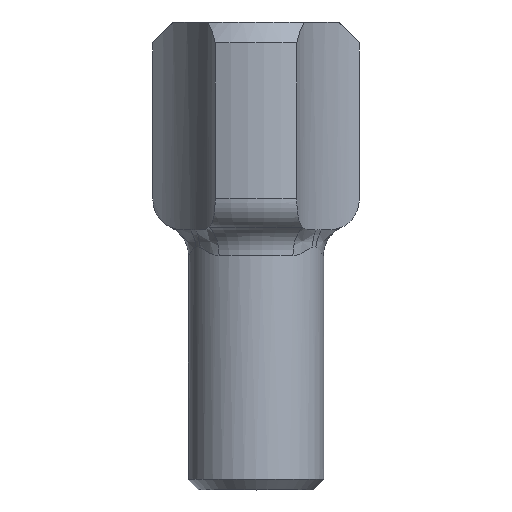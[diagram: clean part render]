
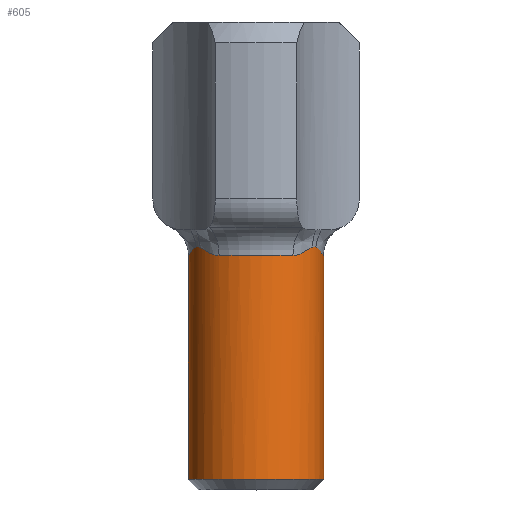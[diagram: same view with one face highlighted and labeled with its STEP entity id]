
A CAD part, top view. The second image highlights one B-rep face of the part: STEP entity #605.
In plain terms, the highlighted cylindrical face has radius 6.5 mm (diameter 13 mm), a full revolution.
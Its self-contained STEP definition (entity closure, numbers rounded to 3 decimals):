
#44=B_SPLINE_CURVE_WITH_KNOTS('',3,(#917,#918,#919,#920),.UNSPECIFIED.,
 .F.,.F.,(4,4),(-4.415,-4.321),.UNSPECIFIED.);
#45=B_SPLINE_CURVE_WITH_KNOTS('',3,(#922,#923,#924,#925,#926),
 .UNSPECIFIED.,.F.,.F.,(4,1,4),(-0.407,-0.232,0.),
 .UNSPECIFIED.);
#46=B_SPLINE_CURVE_WITH_KNOTS('',3,(#930,#931,#932,#933,#934),
 .UNSPECIFIED.,.F.,.F.,(4,1,4),(-1.207,-0.975,-0.801),
 .UNSPECIFIED.);
#47=B_SPLINE_CURVE_WITH_KNOTS('',3,(#936,#937,#938,#939),.UNSPECIFIED.,
 .F.,.F.,(4,4),(-4.462,-4.369),.UNSPECIFIED.);
#48=B_SPLINE_CURVE_WITH_KNOTS('',3,(#941,#942,#943,#944,#945),
 .UNSPECIFIED.,.F.,.F.,(4,1,4),(-0.406,-0.232,0.),
 .UNSPECIFIED.);
#49=B_SPLINE_CURVE_WITH_KNOTS('',3,(#949,#950,#951,#952,#953),
 .UNSPECIFIED.,.F.,.F.,(4,1,4),(-1.208,-1.033,-0.801),
 .UNSPECIFIED.);
#50=B_SPLINE_CURVE_WITH_KNOTS('',3,(#955,#956,#957,#958),.UNSPECIFIED.,
 .F.,.F.,(4,4),(-4.368,-4.275),.UNSPECIFIED.);
#51=B_SPLINE_CURVE_WITH_KNOTS('',3,(#960,#961,#962,#963,#964),
 .UNSPECIFIED.,.F.,.F.,(4,1,4),(-0.406,-0.232,0.),
 .UNSPECIFIED.);
#52=B_SPLINE_CURVE_WITH_KNOTS('',3,(#970,#971,#972,#973,#974),
 .UNSPECIFIED.,.F.,.F.,(4,1,4),(-1.207,-1.033,-0.801),
 .UNSPECIFIED.);
#71=CYLINDRICAL_SURFACE('',#668,6.5);
#79=FACE_OUTER_BOUND('',#116,.T.);
#116=EDGE_LOOP('',(#413,#414,#415,#416,#417,#418,#419,#420,#421,#422,#423,
#424,#425,#426,#427,#428,#429));
#156=LINE('',#967,#182);
#182=VECTOR('',#754,6.5);
#207=CIRCLE('',#665,6.5);
#208=CIRCLE('',#666,6.5);
#210=CIRCLE('',#669,6.5);
#211=CIRCLE('',#670,6.5);
#212=CIRCLE('',#671,6.5);
#213=CIRCLE('',#672,6.5);
#250=VERTEX_POINT('',#907);
#251=VERTEX_POINT('',#908);
#253=VERTEX_POINT('',#915);
#254=VERTEX_POINT('',#916);
#255=VERTEX_POINT('',#921);
#256=VERTEX_POINT('',#927);
#257=VERTEX_POINT('',#929);
#258=VERTEX_POINT('',#935);
#259=VERTEX_POINT('',#940);
#260=VERTEX_POINT('',#946);
#261=VERTEX_POINT('',#948);
#262=VERTEX_POINT('',#954);
#263=VERTEX_POINT('',#959);
#264=VERTEX_POINT('',#965);
#265=VERTEX_POINT('',#968);
#312=EDGE_CURVE('',#250,#251,#207,.T.);
#313=EDGE_CURVE('',#251,#250,#208,.T.);
#316=EDGE_CURVE('',#253,#254,#44,.T.);
#317=EDGE_CURVE('',#255,#253,#45,.T.);
#318=EDGE_CURVE('',#256,#255,#210,.T.);
#319=EDGE_CURVE('',#257,#256,#46,.T.);
#320=EDGE_CURVE('',#258,#257,#47,.T.);
#321=EDGE_CURVE('',#259,#258,#48,.T.);
#322=EDGE_CURVE('',#260,#259,#211,.T.);
#323=EDGE_CURVE('',#261,#260,#49,.T.);
#324=EDGE_CURVE('',#262,#261,#50,.T.);
#325=EDGE_CURVE('',#263,#262,#51,.T.);
#326=EDGE_CURVE('',#264,#263,#212,.T.);
#327=EDGE_CURVE('',#264,#251,#156,.T.);
#328=EDGE_CURVE('',#265,#264,#213,.T.);
#329=EDGE_CURVE('',#254,#265,#52,.T.);
#413=ORIENTED_EDGE('',*,*,#316,.F.);
#414=ORIENTED_EDGE('',*,*,#317,.F.);
#415=ORIENTED_EDGE('',*,*,#318,.F.);
#416=ORIENTED_EDGE('',*,*,#319,.F.);
#417=ORIENTED_EDGE('',*,*,#320,.F.);
#418=ORIENTED_EDGE('',*,*,#321,.F.);
#419=ORIENTED_EDGE('',*,*,#322,.F.);
#420=ORIENTED_EDGE('',*,*,#323,.F.);
#421=ORIENTED_EDGE('',*,*,#324,.F.);
#422=ORIENTED_EDGE('',*,*,#325,.F.);
#423=ORIENTED_EDGE('',*,*,#326,.F.);
#424=ORIENTED_EDGE('',*,*,#327,.T.);
#425=ORIENTED_EDGE('',*,*,#312,.F.);
#426=ORIENTED_EDGE('',*,*,#313,.F.);
#427=ORIENTED_EDGE('',*,*,#327,.F.);
#428=ORIENTED_EDGE('',*,*,#328,.F.);
#429=ORIENTED_EDGE('',*,*,#329,.F.);
#605=ADVANCED_FACE('',(#79),#71,.T.);
#665=AXIS2_PLACEMENT_3D('',#909,#739,#740);
#666=AXIS2_PLACEMENT_3D('',#910,#741,#742);
#668=AXIS2_PLACEMENT_3D('',#914,#746,#747);
#669=AXIS2_PLACEMENT_3D('',#928,#748,#749);
#670=AXIS2_PLACEMENT_3D('',#947,#750,#751);
#671=AXIS2_PLACEMENT_3D('',#966,#752,#753);
#672=AXIS2_PLACEMENT_3D('',#969,#755,#756);
#739=DIRECTION('center_axis',(0.,-1.,0.));
#740=DIRECTION('ref_axis',(1.,0.,0.));
#741=DIRECTION('center_axis',(0.,-1.,0.));
#742=DIRECTION('ref_axis',(1.,0.,0.));
#746=DIRECTION('center_axis',(0.,1.,0.));
#747=DIRECTION('ref_axis',(-1.,0.,0.));
#748=DIRECTION('center_axis',(0.,1.,0.));
#749=DIRECTION('ref_axis',(-0.547,0.,-0.837));
#750=DIRECTION('center_axis',(0.,1.,0.));
#751=DIRECTION('ref_axis',(0.998,0.,-0.055));
#752=DIRECTION('center_axis',(0.,1.,0.));
#753=DIRECTION('ref_axis',(-0.998,0.,-0.055));
#754=DIRECTION('',(0.,-1.,0.));
#755=DIRECTION('center_axis',(0.,1.,0.));
#756=DIRECTION('ref_axis',(-0.998,0.,-0.055));
#907=CARTESIAN_POINT('',(-6.5,1.,0.));
#908=CARTESIAN_POINT('',(6.5,1.,0.));
#909=CARTESIAN_POINT('Origin',(0.,1.,0.));
#910=CARTESIAN_POINT('Origin',(0.,1.,0.));
#914=CARTESIAN_POINT('Origin',(0.,0.,0.));
#915=CARTESIAN_POINT('',(5.462,23.358,3.524));
#916=CARTESIAN_POINT('',(5.783,23.358,2.968));
#917=CARTESIAN_POINT('Ctrl Pts',(5.462,23.358,3.524));
#918=CARTESIAN_POINT('Ctrl Pts',(5.578,23.396,3.344));
#919=CARTESIAN_POINT('Ctrl Pts',(5.685,23.396,3.158));
#920=CARTESIAN_POINT('Ctrl Pts',(5.783,23.358,2.968));
#921=CARTESIAN_POINT('',(3.554,22.546,5.442));
#922=CARTESIAN_POINT('Ctrl Pts',(3.554,22.546,5.442));
#923=CARTESIAN_POINT('Ctrl Pts',(3.89,22.546,5.223));
#924=CARTESIAN_POINT('Ctrl Pts',(4.613,22.762,4.645));
#925=CARTESIAN_POINT('Ctrl Pts',(5.177,23.265,3.966));
#926=CARTESIAN_POINT('Ctrl Pts',(5.462,23.358,3.524));
#927=CARTESIAN_POINT('',(-3.554,22.546,5.442));
#928=CARTESIAN_POINT('Origin',(0.,22.546,0.));
#929=CARTESIAN_POINT('',(-5.462,23.358,3.524));
#930=CARTESIAN_POINT('Ctrl Pts',(-5.462,23.358,3.524));
#931=CARTESIAN_POINT('Ctrl Pts',(-5.177,23.265,3.966));
#932=CARTESIAN_POINT('Ctrl Pts',(-4.612,22.762,4.646));
#933=CARTESIAN_POINT('Ctrl Pts',(-3.887,22.546,5.225));
#934=CARTESIAN_POINT('Ctrl Pts',(-3.554,22.546,5.442));
#935=CARTESIAN_POINT('',(-5.783,23.358,2.968));
#936=CARTESIAN_POINT('Ctrl Pts',(-5.783,23.358,2.968));
#937=CARTESIAN_POINT('Ctrl Pts',(-5.685,23.396,3.158));
#938=CARTESIAN_POINT('Ctrl Pts',(-5.577,23.396,3.346));
#939=CARTESIAN_POINT('Ctrl Pts',(-5.462,23.358,3.524));
#940=CARTESIAN_POINT('',(-6.49,22.546,0.357));
#941=CARTESIAN_POINT('Ctrl Pts',(-6.49,22.546,0.357));
#942=CARTESIAN_POINT('Ctrl Pts',(-6.468,22.546,0.755));
#943=CARTESIAN_POINT('Ctrl Pts',(-6.329,22.763,1.675));
#944=CARTESIAN_POINT('Ctrl Pts',(-6.023,23.265,2.501));
#945=CARTESIAN_POINT('Ctrl Pts',(-5.783,23.358,2.968));
#946=CARTESIAN_POINT('',(-2.936,22.546,-5.799));
#947=CARTESIAN_POINT('Origin',(0.,22.546,0.));
#948=CARTESIAN_POINT('',(-0.321,23.358,-6.492));
#949=CARTESIAN_POINT('Ctrl Pts',(-0.321,23.358,-6.492));
#950=CARTESIAN_POINT('Ctrl Pts',(-0.715,23.288,-6.473));
#951=CARTESIAN_POINT('Ctrl Pts',(-1.595,22.854,-6.349));
#952=CARTESIAN_POINT('Ctrl Pts',(-2.459,22.546,-6.041));
#953=CARTESIAN_POINT('Ctrl Pts',(-2.936,22.546,-5.799));
#954=CARTESIAN_POINT('',(0.321,23.358,-6.492));
#955=CARTESIAN_POINT('Ctrl Pts',(0.321,23.358,-6.492));
#956=CARTESIAN_POINT('Ctrl Pts',(0.109,23.396,-6.503));
#957=CARTESIAN_POINT('Ctrl Pts',(-0.107,23.396,-6.503));
#958=CARTESIAN_POINT('Ctrl Pts',(-0.321,23.358,-6.492));
#959=CARTESIAN_POINT('',(2.936,22.546,-5.799));
#960=CARTESIAN_POINT('Ctrl Pts',(2.936,22.546,-5.799));
#961=CARTESIAN_POINT('Ctrl Pts',(2.581,22.546,-5.979));
#962=CARTESIAN_POINT('Ctrl Pts',(1.717,22.762,-6.317));
#963=CARTESIAN_POINT('Ctrl Pts',(0.846,23.265,-6.466));
#964=CARTESIAN_POINT('Ctrl Pts',(0.321,23.358,-6.492));
#965=CARTESIAN_POINT('',(6.5,22.546,0.));
#966=CARTESIAN_POINT('Origin',(0.,22.546,0.));
#967=CARTESIAN_POINT('',(6.5,0.,0.));
#968=CARTESIAN_POINT('',(6.49,22.546,0.357));
#969=CARTESIAN_POINT('Origin',(0.,22.546,0.));
#970=CARTESIAN_POINT('Ctrl Pts',(5.783,23.358,2.968));
#971=CARTESIAN_POINT('Ctrl Pts',(5.963,23.288,2.618));
#972=CARTESIAN_POINT('Ctrl Pts',(6.295,22.854,1.794));
#973=CARTESIAN_POINT('Ctrl Pts',(6.461,22.546,0.89));
#974=CARTESIAN_POINT('Ctrl Pts',(6.49,22.546,0.357));
